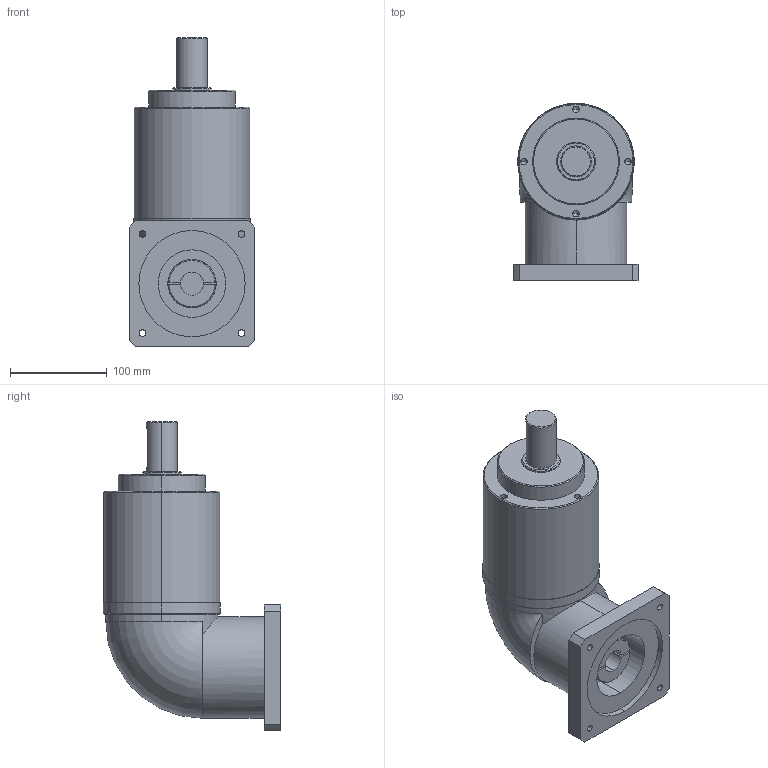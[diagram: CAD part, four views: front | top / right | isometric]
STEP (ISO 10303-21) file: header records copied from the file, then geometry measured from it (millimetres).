
FILE_DESCRIPTION (( 'STEP AP203' ), '1' );
FILE_NAME ('EVL120-L2-22-110-145.STEP', '2022-06-16T05:16:15', ( 'PC' ), ( 'Microsoft' ), 'SwSTEP 2.0', 'SolidWorks 2016', '' );
FILE_SCHEMA (( 'CONFIG_CONTROL_DESIGN' ));
Length unit declared in the file: millimetre
Products named in the file (1): EVL120-L2-22-110-145
Bounding box: 130 x 183.5 x 319.7 mm (x, y, z)
Volume: 2990019.6 mm3; surface area: 186912.2 mm2
Topology: 1 solids, 1 shells, 94 faces, 228 edges, 140 vertices
Faces by surface type: cylinder 45, plane 28, cone 20, torus 1
Entity records: 2906 total; most frequent: CARTESIAN_POINT 580, DIRECTION 509, ORIENTED_EDGE 436, EDGE_CURVE 218, AXIS2_PLACEMENT_3D 205, VERTEX_POINT 140, EDGE_LOOP 116, CIRCLE 110
